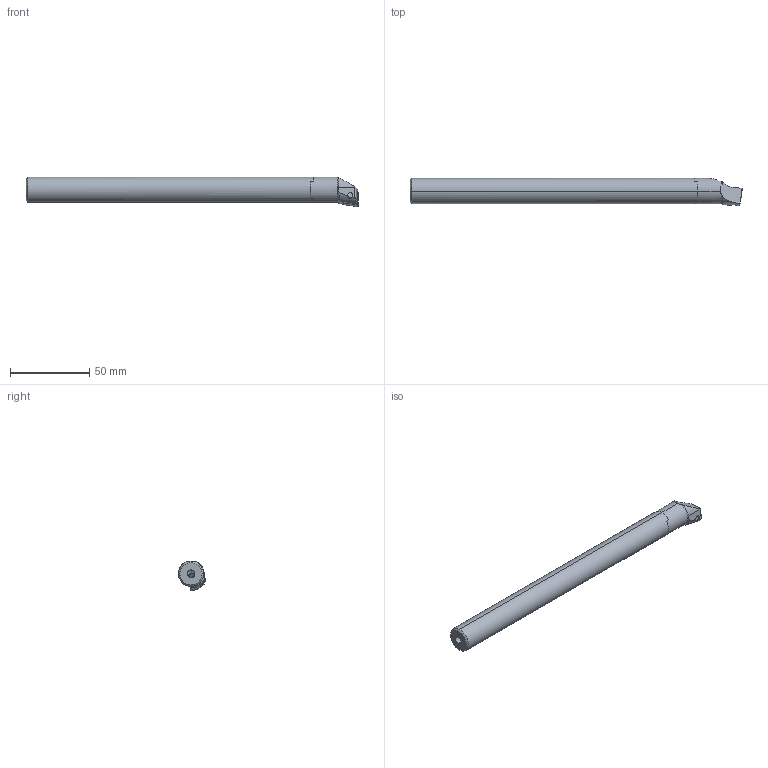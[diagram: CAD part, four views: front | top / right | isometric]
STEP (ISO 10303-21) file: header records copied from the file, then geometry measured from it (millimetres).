
FILE_DESCRIPTION (( 'STEP AP203' ), '1' );
FILE_NAME ('B22-WCB.K13.210.STEP', '2015-07-17T11:15:13', ( 'SwiAdmin' ), ( '' ), 'SwSTEP 2.0', 'SolidWorks 2012', '' );
FILE_SCHEMA (( 'CONFIG_CONTROL_DESIGN' ));
Length unit declared in the file: millimetre
Products named in the file (6): HM2-U16.001.182_A; B22-WCB.K13.210; CCMT09T304; WCB-ER2.001.009_A; B22-WCB.K13.210_A; HM2-BG1.001.030_B
Assembly tree (5 placements, depth 3):
  B22-WCB.K13.210
    B22-WCB.K13.210_A
      HM2-U16.001.182_A
      HM2-BG1.001.030_B
    WCB-ER2.001.009_A
    CCMT09T304
Bounding box: 210 x 17.21 x 18.87 mm (x, y, z)
Volume: 36915.4 mm3; surface area: 14693.9 mm2
Topology: 4 solids, 4 shells, 142 faces, 371 edges, 226 vertices
Faces by surface type: plane 44, cylinder 40, cone 32, bspline 14, torus 10, sphere 2
Entity records: 5422 total; most frequent: CARTESIAN_POINT 1532, ORIENTED_EDGE 722, DIRECTION 648, EDGE_CURVE 361, AXIS2_PLACEMENT_3D 252, VERTEX_POINT 226, EDGE_LOOP 149, LINE 144
